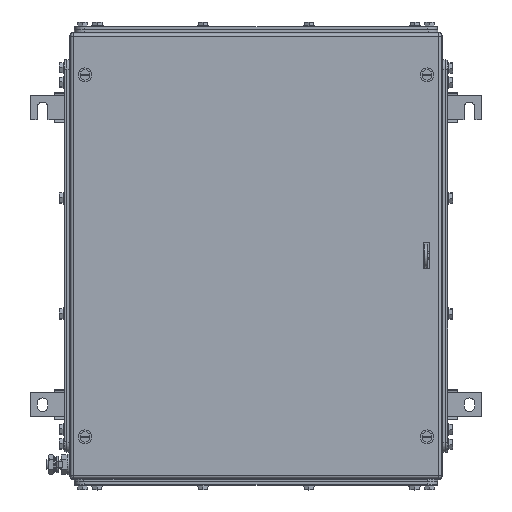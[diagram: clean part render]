
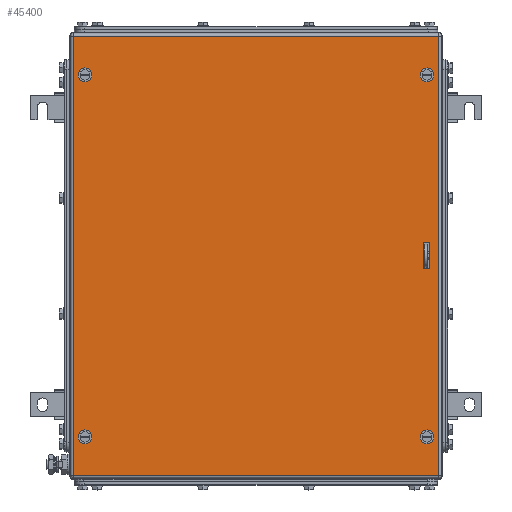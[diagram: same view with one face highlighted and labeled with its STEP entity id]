
A CAD part, top view. The second image highlights one B-rep face of the part: STEP entity #45400.
In plain terms, the highlighted planar face has unit normal (0, 0, 1).
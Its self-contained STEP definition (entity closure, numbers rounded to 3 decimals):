
#45240=AXIS2_PLACEMENT_3D('Circle Axis2P3D',#45238,#45239,$) ;
#45267=AXIS2_PLACEMENT_3D('Plane Axis2P3D',#45264,#45265,#45266) ;
#45305=AXIS2_PLACEMENT_3D('Circle Axis2P3D',#45303,#45304,$) ;
#45314=AXIS2_PLACEMENT_3D('Circle Axis2P3D',#45312,#45313,$) ;
#45323=AXIS2_PLACEMENT_3D('Circle Axis2P3D',#45321,#45322,$) ;
#45332=AXIS2_PLACEMENT_3D('Circle Axis2P3D',#45330,#45331,$) ;
#45341=AXIS2_PLACEMENT_3D('Circle Axis2P3D',#45339,#45340,$) ;
#45350=AXIS2_PLACEMENT_3D('Circle Axis2P3D',#45348,#45349,$) ;
#45359=AXIS2_PLACEMENT_3D('Circle Axis2P3D',#45357,#45358,$) ;
#45235=CARTESIAN_POINT('Vertex',(59.5,425.75,203.5)) ;
#45238=CARTESIAN_POINT('Axis2P3D Location',(56.,425.75,203.5)) ;
#45242=CARTESIAN_POINT('Vertex',(52.5,425.75,203.5)) ;
#45264=CARTESIAN_POINT('Axis2P3D Location',(231.5,240.,203.5)) ;
#45269=CARTESIAN_POINT('Line Origine',(231.5,465.5,203.5)) ;
#45273=CARTESIAN_POINT('Vertex',(419.,465.5,203.5)) ;
#45275=CARTESIAN_POINT('Vertex',(44.,465.5,203.5)) ;
#45278=CARTESIAN_POINT('Line Origine',(44.,240.,203.5)) ;
#45282=CARTESIAN_POINT('Vertex',(44.,14.5,203.5)) ;
#45285=CARTESIAN_POINT('Line Origine',(231.5,14.5,203.5)) ;
#45289=CARTESIAN_POINT('Vertex',(419.,14.5,203.5)) ;
#45292=CARTESIAN_POINT('Line Origine',(419.,240.,203.5)) ;
#45303=CARTESIAN_POINT('Axis2P3D Location',(56.,425.75,203.5)) ;
#45312=CARTESIAN_POINT('Axis2P3D Location',(56.,54.25,203.5)) ;
#45316=CARTESIAN_POINT('Vertex',(52.5,54.25,203.5)) ;
#45318=CARTESIAN_POINT('Vertex',(59.5,54.25,203.5)) ;
#45321=CARTESIAN_POINT('Axis2P3D Location',(56.,54.25,203.5)) ;
#45330=CARTESIAN_POINT('Axis2P3D Location',(407.,54.25,203.5)) ;
#45334=CARTESIAN_POINT('Vertex',(410.5,54.25,203.5)) ;
#45336=CARTESIAN_POINT('Vertex',(403.5,54.25,203.5)) ;
#45339=CARTESIAN_POINT('Axis2P3D Location',(407.,54.25,203.5)) ;
#45348=CARTESIAN_POINT('Axis2P3D Location',(407.,425.75,203.5)) ;
#45352=CARTESIAN_POINT('Vertex',(410.5,425.75,203.5)) ;
#45354=CARTESIAN_POINT('Vertex',(403.5,425.75,203.5)) ;
#45357=CARTESIAN_POINT('Axis2P3D Location',(407.,425.75,203.5)) ;
#45366=CARTESIAN_POINT('Line Origine',(406.75,226.5,203.5)) ;
#45370=CARTESIAN_POINT('Vertex',(410.,226.5,203.5)) ;
#45372=CARTESIAN_POINT('Vertex',(403.5,226.5,203.5)) ;
#45375=CARTESIAN_POINT('Line Origine',(403.5,240.,203.5)) ;
#45379=CARTESIAN_POINT('Vertex',(403.5,253.5,203.5)) ;
#45382=CARTESIAN_POINT('Line Origine',(406.75,253.5,203.5)) ;
#45386=CARTESIAN_POINT('Vertex',(410.,253.5,203.5)) ;
#45389=CARTESIAN_POINT('Line Origine',(410.,240.,203.5)) ;
#45239=DIRECTION('Axis2P3D Direction',(0.,0.,1.)) ;
#45265=DIRECTION('Axis2P3D Direction',(0.,0.,1.)) ;
#45266=DIRECTION('Axis2P3D XDirection',(1.,0.,0.)) ;
#45270=DIRECTION('Vector Direction',(1.,0.,0.)) ;
#45279=DIRECTION('Vector Direction',(0.,-1.,0.)) ;
#45286=DIRECTION('Vector Direction',(1.,0.,0.)) ;
#45293=DIRECTION('Vector Direction',(0.,1.,0.)) ;
#45304=DIRECTION('Axis2P3D Direction',(0.,0.,1.)) ;
#45313=DIRECTION('Axis2P3D Direction',(0.,0.,1.)) ;
#45322=DIRECTION('Axis2P3D Direction',(0.,0.,1.)) ;
#45331=DIRECTION('Axis2P3D Direction',(0.,0.,1.)) ;
#45340=DIRECTION('Axis2P3D Direction',(0.,0.,1.)) ;
#45349=DIRECTION('Axis2P3D Direction',(0.,0.,1.)) ;
#45358=DIRECTION('Axis2P3D Direction',(0.,0.,1.)) ;
#45367=DIRECTION('Vector Direction',(-1.,0.,0.)) ;
#45376=DIRECTION('Vector Direction',(0.,1.,0.)) ;
#45383=DIRECTION('Vector Direction',(1.,0.,0.)) ;
#45390=DIRECTION('Vector Direction',(0.,-1.,0.)) ;
#45271=VECTOR('Line Direction',#45270,1.) ;
#45280=VECTOR('Line Direction',#45279,1.) ;
#45287=VECTOR('Line Direction',#45286,1.) ;
#45294=VECTOR('Line Direction',#45293,1.) ;
#45368=VECTOR('Line Direction',#45367,1.) ;
#45377=VECTOR('Line Direction',#45376,1.) ;
#45384=VECTOR('Line Direction',#45383,1.) ;
#45391=VECTOR('Line Direction',#45390,1.) ;
#45298=ORIENTED_EDGE('',*,*,#45277,.T.) ;
#45299=ORIENTED_EDGE('',*,*,#45284,.T.) ;
#45300=ORIENTED_EDGE('',*,*,#45291,.T.) ;
#45301=ORIENTED_EDGE('',*,*,#45296,.T.) ;
#45309=ORIENTED_EDGE('',*,*,#45307,.F.) ;
#45310=ORIENTED_EDGE('',*,*,#45244,.F.) ;
#45327=ORIENTED_EDGE('',*,*,#45320,.F.) ;
#45328=ORIENTED_EDGE('',*,*,#45325,.F.) ;
#45345=ORIENTED_EDGE('',*,*,#45338,.F.) ;
#45346=ORIENTED_EDGE('',*,*,#45343,.F.) ;
#45363=ORIENTED_EDGE('',*,*,#45356,.F.) ;
#45364=ORIENTED_EDGE('',*,*,#45361,.F.) ;
#45395=ORIENTED_EDGE('',*,*,#45374,.T.) ;
#45396=ORIENTED_EDGE('',*,*,#45381,.T.) ;
#45397=ORIENTED_EDGE('',*,*,#45388,.T.) ;
#45398=ORIENTED_EDGE('',*,*,#45393,.T.) ;
#45311=FACE_BOUND('',#45308,.T.) ;
#45329=FACE_BOUND('',#45326,.T.) ;
#45347=FACE_BOUND('',#45344,.T.) ;
#45365=FACE_BOUND('',#45362,.T.) ;
#45399=FACE_BOUND('',#45394,.T.) ;
#45400=ADVANCED_FACE('ZUB_KTB_MH_453820_4GP_AllCATPart.1\\ZUB_DE_KTB_MH_480X480.1\\DE_KTB_MH_PART_MASTER.1\\Koerper.2',(#45302,#45311,#45329,#45347,#45365,#45399),#45268,.T.) ;
#45241=CIRCLE('generated circle',#45240,3.5) ;
#45306=CIRCLE('generated circle',#45305,3.5) ;
#45315=CIRCLE('generated circle',#45314,3.5) ;
#45324=CIRCLE('generated circle',#45323,3.5) ;
#45333=CIRCLE('generated circle',#45332,3.5) ;
#45342=CIRCLE('generated circle',#45341,3.5) ;
#45351=CIRCLE('generated circle',#45350,3.5) ;
#45360=CIRCLE('generated circle',#45359,3.5) ;
#45244=EDGE_CURVE('',#45236,#45243,#45241,.T.) ;
#45277=EDGE_CURVE('',#45274,#45276,#45272,.F.) ;
#45284=EDGE_CURVE('',#45276,#45283,#45281,.T.) ;
#45291=EDGE_CURVE('',#45283,#45290,#45288,.T.) ;
#45296=EDGE_CURVE('',#45290,#45274,#45295,.T.) ;
#45307=EDGE_CURVE('',#45243,#45236,#45306,.T.) ;
#45320=EDGE_CURVE('',#45317,#45319,#45315,.T.) ;
#45325=EDGE_CURVE('',#45319,#45317,#45324,.T.) ;
#45338=EDGE_CURVE('',#45335,#45337,#45333,.T.) ;
#45343=EDGE_CURVE('',#45337,#45335,#45342,.T.) ;
#45356=EDGE_CURVE('',#45353,#45355,#45351,.T.) ;
#45361=EDGE_CURVE('',#45355,#45353,#45360,.T.) ;
#45374=EDGE_CURVE('',#45371,#45373,#45369,.T.) ;
#45381=EDGE_CURVE('',#45373,#45380,#45378,.T.) ;
#45388=EDGE_CURVE('',#45380,#45387,#45385,.T.) ;
#45393=EDGE_CURVE('',#45387,#45371,#45392,.T.) ;
#45297=EDGE_LOOP('',(#45298,#45299,#45300,#45301)) ;
#45308=EDGE_LOOP('',(#45309,#45310)) ;
#45326=EDGE_LOOP('',(#45327,#45328)) ;
#45344=EDGE_LOOP('',(#45345,#45346)) ;
#45362=EDGE_LOOP('',(#45363,#45364)) ;
#45394=EDGE_LOOP('',(#45395,#45396,#45397,#45398)) ;
#45302=FACE_OUTER_BOUND('',#45297,.T.) ;
#45272=LINE('Line',#45269,#45271) ;
#45281=LINE('Line',#45278,#45280) ;
#45288=LINE('Line',#45285,#45287) ;
#45295=LINE('Line',#45292,#45294) ;
#45369=LINE('Line',#45366,#45368) ;
#45378=LINE('Line',#45375,#45377) ;
#45385=LINE('Line',#45382,#45384) ;
#45392=LINE('Line',#45389,#45391) ;
#45268=PLANE('',#45267) ;
#45236=VERTEX_POINT('',#45235) ;
#45243=VERTEX_POINT('',#45242) ;
#45274=VERTEX_POINT('',#45273) ;
#45276=VERTEX_POINT('',#45275) ;
#45283=VERTEX_POINT('',#45282) ;
#45290=VERTEX_POINT('',#45289) ;
#45317=VERTEX_POINT('',#45316) ;
#45319=VERTEX_POINT('',#45318) ;
#45335=VERTEX_POINT('',#45334) ;
#45337=VERTEX_POINT('',#45336) ;
#45353=VERTEX_POINT('',#45352) ;
#45355=VERTEX_POINT('',#45354) ;
#45371=VERTEX_POINT('',#45370) ;
#45373=VERTEX_POINT('',#45372) ;
#45380=VERTEX_POINT('',#45379) ;
#45387=VERTEX_POINT('',#45386) ;
